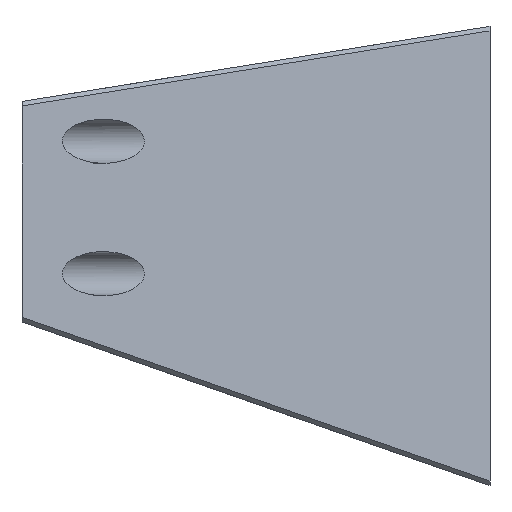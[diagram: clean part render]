
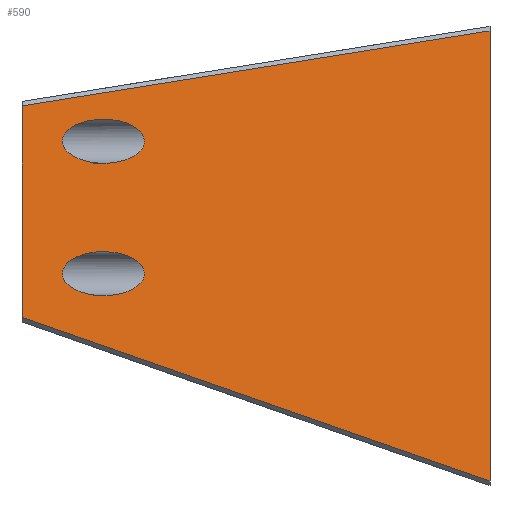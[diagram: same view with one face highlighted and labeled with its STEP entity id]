
A CAD part, front view. The second image highlights one B-rep face of the part: STEP entity #590.
In plain terms, the highlighted planar face has unit normal (0.475, -0.88, 0).
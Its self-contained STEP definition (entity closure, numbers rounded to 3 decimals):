
#17=ELLIPSE('',#629,5.268,2.5);
#18=ELLIPSE('',#630,5.268,2.5);
#37=FACE_BOUND('',#209,.T.);
#38=FACE_BOUND('',#210,.T.);
#73=LINE('',#863,#111);
#88=LINE('',#1289,#126);
#90=LINE('',#1293,#128);
#91=LINE('',#1294,#129);
#111=VECTOR('',#669,10.);
#126=VECTOR('',#716,10.);
#128=VECTOR('',#720,10.);
#129=VECTOR('',#721,10.);
#148=PLANE('',#628);
#170=FACE_OUTER_BOUND('',#208,.T.);
#208=EDGE_LOOP('',(#477,#478,#479,#480));
#209=EDGE_LOOP('',(#481));
#210=EDGE_LOOP('',(#482));
#272=VERTEX_POINT('',#860);
#273=VERTEX_POINT('',#862);
#307=VERTEX_POINT('',#1287);
#308=VERTEX_POINT('',#1292);
#309=VERTEX_POINT('',#1295);
#310=VERTEX_POINT('',#1297);
#329=EDGE_CURVE('',#273,#272,#73,.T.);
#374=EDGE_CURVE('',#307,#272,#88,.T.);
#376=EDGE_CURVE('',#308,#307,#90,.T.);
#377=EDGE_CURVE('',#273,#308,#91,.T.);
#378=EDGE_CURVE('',#309,#309,#17,.T.);
#379=EDGE_CURVE('',#310,#310,#18,.T.);
#477=ORIENTED_EDGE('',*,*,#374,.F.);
#478=ORIENTED_EDGE('',*,*,#376,.F.);
#479=ORIENTED_EDGE('',*,*,#377,.F.);
#480=ORIENTED_EDGE('',*,*,#329,.T.);
#481=ORIENTED_EDGE('',*,*,#378,.T.);
#482=ORIENTED_EDGE('',*,*,#379,.T.);
#590=ADVANCED_FACE('',(#170,#37,#38),#148,.T.);
#628=AXIS2_PLACEMENT_3D('',#1291,#718,#719);
#629=AXIS2_PLACEMENT_3D('',#1296,#722,#723);
#630=AXIS2_PLACEMENT_3D('',#1298,#724,#725);
#669=DIRECTION('',(0.,0.,-1.));
#716=DIRECTION('',(-0.841,-0.454,0.294));
#718=DIRECTION('center_axis',(0.475,-0.88,0.));
#719=DIRECTION('ref_axis',(0.,0.,-1.));
#720=DIRECTION('',(0.,0.,-1.));
#721=DIRECTION('',(0.872,0.47,0.14));
#722=DIRECTION('center_axis',(-0.475,0.88,0.));
#723=DIRECTION('ref_axis',(0.88,0.475,0.));
#724=DIRECTION('center_axis',(-0.475,0.88,0.));
#725=DIRECTION('ref_axis',(0.88,0.475,0.));
#860=CARTESIAN_POINT('',(61.575,-47.97,-57.964));
#862=CARTESIAN_POINT('',(61.575,-47.97,-33.992));
#863=CARTESIAN_POINT('',(61.575,-47.97,-33.487));
#1287=CARTESIAN_POINT('',(114.575,-19.395,-76.477));
#1289=CARTESIAN_POINT('',(58.614,-49.566,-56.929));
#1291=CARTESIAN_POINT('Origin',(61.575,-47.97,-33.487));
#1292=CARTESIAN_POINT('',(114.575,-19.395,-25.505));
#1293=CARTESIAN_POINT('',(114.575,-19.395,-77.));
#1294=CARTESIAN_POINT('',(81.532,-37.21,-30.796));
#1295=CARTESIAN_POINT('',(66.156,-45.5,-38.));
#1296=CARTESIAN_POINT('Origin',(70.793,-43.,-38.));
#1297=CARTESIAN_POINT('',(66.156,-45.5,-53.));
#1298=CARTESIAN_POINT('Origin',(70.793,-43.,-53.));
